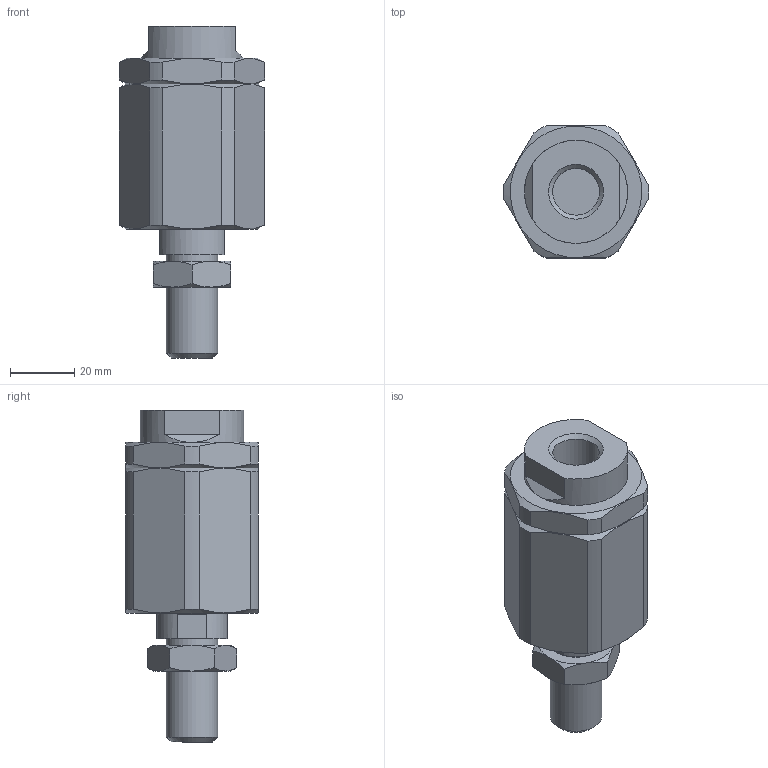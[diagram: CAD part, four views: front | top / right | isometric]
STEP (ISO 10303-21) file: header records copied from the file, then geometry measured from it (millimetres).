
FILE_DESCRIPTION((''),'2;1');
FILE_NAME('1320_50_33F.stp','2006-07-12T11:58:29',('rivolro1'),(''),'Autodesk Inventor 11','Autodesk Inventor 11','');
FILE_SCHEMA(('AUTOMOTIVE_DESIGN { 1 0 10303 214 1 1 1 1 }'));
Length unit declared in the file: millimetre
Products named in the file (4): 1320_50_33F; 1320.50.33F(A); 1320_50_33F(B); 1320_50_33F(C)
Assembly tree (3 placements, depth 2):
  1320_50_33F
    1320.50.33F(A)
    1320_50_33F(B)
    1320_50_33F(C)
Bounding box: 44.99 x 41 x 103 mm (x, y, z)
Volume: 84839.7 mm3; surface area: 21960.2 mm2
Topology: 3 solids, 3 shells, 75 faces, 183 edges, 116 vertices
Faces by surface type: plane 34, cone 19, cylinder 18, sphere 2, bspline 2
Full cylindrical faces by diameter (mm): 14.5 x1, 16 x1, 22 x1, 25 x1
Entity records: 2138 total; most frequent: CARTESIAN_POINT 478, DIRECTION 336, ORIENTED_EDGE 318, EDGE_CURVE 159, AXIS2_PLACEMENT_3D 145, VERTEX_POINT 107, EDGE_LOOP 96, FACE_OUTER_BOUND 75
